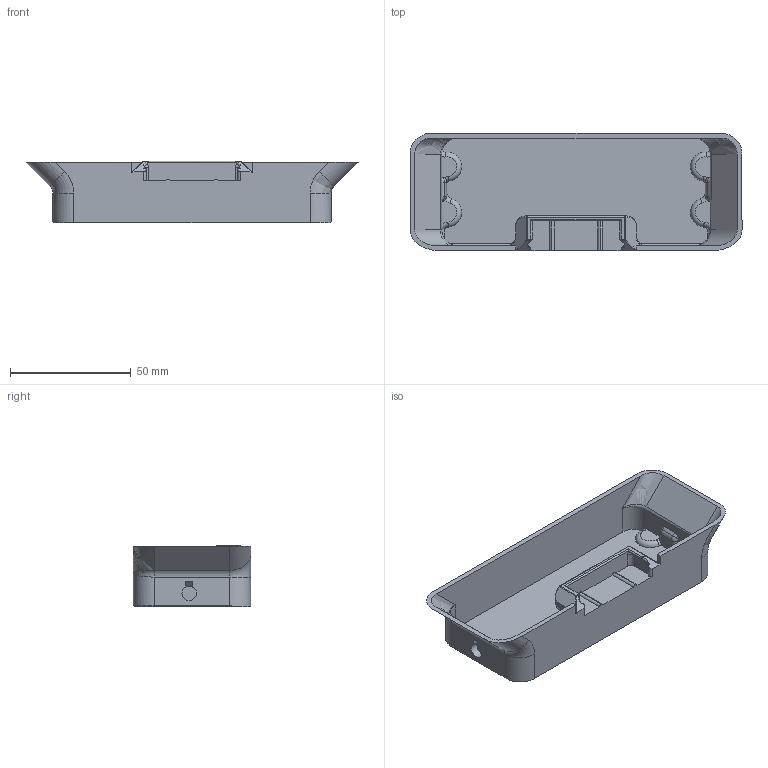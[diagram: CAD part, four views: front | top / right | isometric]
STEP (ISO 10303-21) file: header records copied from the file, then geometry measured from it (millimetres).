
FILE_DESCRIPTION(/* description */ (''),/* implementation_level */ '2;1');
FILE_NAME(/* name */ 'Bucket_Non_MRW.step',/* time_stamp */ '2023-01-14T08:05:22+11:00',/* author */ (''),/* organization */ (''),/* preprocessor_version */ 'ST-DEVELOPER v19.2',/* originating_system */ 'Autodesk Translation Framework v11.17.0.187',/* authorisation */ '');
FILE_SCHEMA (('AUTOMOTIVE_DESIGN { 1 0 10303 214 3 1 1 }'));
Length unit declared in the file: millimetre
Products named in the file (1): Bucket_Non_MRW
Bounding box: 137.7 x 48.7 x 25.56 mm (x, y, z)
Volume: 29284.4 mm3; surface area: 28812.4 mm2
Topology: 1 solids, 1 shells, 181 faces, 478 edges, 297 vertices
Faces by surface type: plane 66, cylinder 62, bspline 33, torus 14, sphere 4, cone 2
Full cylindrical faces by diameter (mm): 6.12 x4
Entity records: 6879 total; most frequent: CARTESIAN_POINT 2485, ORIENTED_EDGE 940, DIRECTION 894, EDGE_CURVE 470, AXIS2_PLACEMENT_3D 337, VERTEX_POINT 297, LINE 220, VECTOR 220
